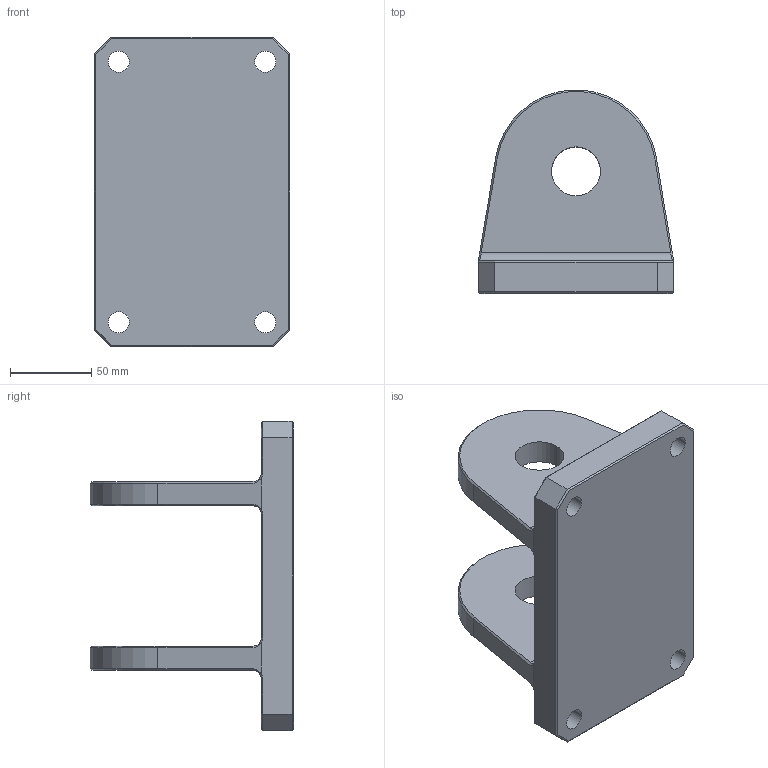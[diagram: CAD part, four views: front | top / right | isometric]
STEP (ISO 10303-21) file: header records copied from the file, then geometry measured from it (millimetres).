
FILE_DESCRIPTION(('Open CASCADE Model'),'2;1');
FILE_NAME('Open CASCADE Shape Model','2021-04-08T10:46:59',('Author'),( 'Open CASCADE'),'Open CASCADE STEP processor 7.4','Open CASCADE 7.4' ,'Unknown');
FILE_SCHEMA(('CONFIG_CONTROL_DESIGN'));
Length unit declared in the file: millimetre
Products named in the file (1): 0000025575 15
Bounding box: 120 x 124.83 x 190 mm (x, y, z)
Volume: 722248.5 mm3; surface area: 101609.5 mm2
Topology: 1 solids, 1 shells, 86 faces, 212 edges, 128 vertices
Faces by surface type: plane 48, cylinder 18, cone 12, bspline 8
Entity records: 6202 total; most frequent: CARTESIAN_POINT 2059, DIRECTION 712, LINE 448, VECTOR 448, ORIENTED_EDGE 424, PCURVE 424, DEFINITIONAL_REPRESENTATION 424, EDGE_CURVE 212
